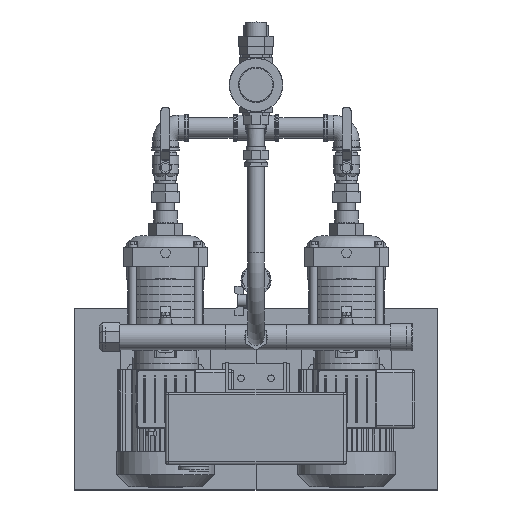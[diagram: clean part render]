
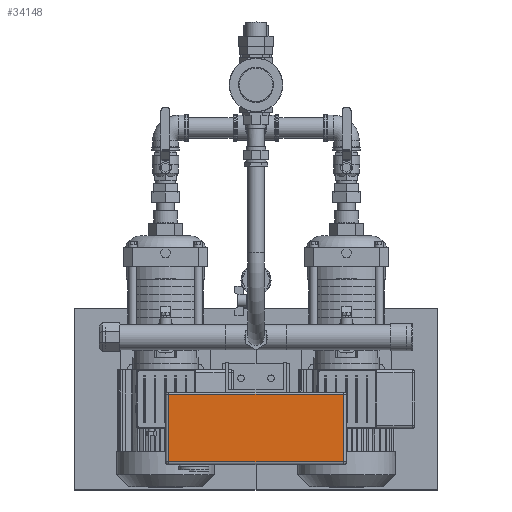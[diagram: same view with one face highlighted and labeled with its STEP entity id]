
A CAD part, top view. The second image highlights one B-rep face of the part: STEP entity #34148.
In plain terms, the highlighted planar face has unit normal (0, 0, 1).
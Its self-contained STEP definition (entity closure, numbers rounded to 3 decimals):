
#2402=LINE('',#56612,#5696);
#2407=LINE('',#56631,#5701);
#2408=LINE('',#56635,#5702);
#2409=LINE('',#56636,#5703);
#5696=VECTOR('',#44409,10.);
#5701=VECTOR('',#44434,10.);
#5702=VECTOR('',#44439,10.);
#5703=VECTOR('',#44440,10.);
#7725=PLANE('',#37156);
#9999=FACE_OUTER_BOUND('',#12271,.T.);
#12271=EDGE_LOOP('',(#28647,#28648,#28649,#28650));
#16767=VERTEX_POINT('',#56607);
#16768=VERTEX_POINT('',#56610);
#16772=VERTEX_POINT('',#56630);
#16773=VERTEX_POINT('',#56634);
#20967=EDGE_CURVE('',#16768,#16767,#2402,.T.);
#20976=EDGE_CURVE('',#16772,#16767,#2407,.T.);
#20978=EDGE_CURVE('',#16773,#16768,#2408,.T.);
#20979=EDGE_CURVE('',#16772,#16773,#2409,.T.);
#28647=ORIENTED_EDGE('',*,*,#20967,.F.);
#28648=ORIENTED_EDGE('',*,*,#20978,.F.);
#28649=ORIENTED_EDGE('',*,*,#20979,.F.);
#28650=ORIENTED_EDGE('',*,*,#20976,.T.);
#34148=ADVANCED_FACE('',(#9999),#7725,.T.);
#37156=AXIS2_PLACEMENT_3D('',#56633,#44437,#44438);
#44409=DIRECTION('',(-1.,0.,0.));
#44434=DIRECTION('',(0.,-1.,0.));
#44437=DIRECTION('center_axis',(0.,0.,1.));
#44438=DIRECTION('ref_axis',(0.,-1.,0.));
#44439=DIRECTION('',(0.,-1.,0.));
#44440=DIRECTION('',(1.,0.,0.));
#56607=CARTESIAN_POINT('',(155.,-207.5,1150.));
#56610=CARTESIAN_POINT('',(445.,-207.5,1150.));
#56612=CARTESIAN_POINT('',(227.5,-207.5,1150.));
#56630=CARTESIAN_POINT('',(155.,-95.5,1150.));
#56631=CARTESIAN_POINT('',(155.,-92.5,1150.));
#56633=CARTESIAN_POINT('Origin',(155.,-92.5,1150.));
#56634=CARTESIAN_POINT('',(445.,-95.5,1150.));
#56635=CARTESIAN_POINT('',(445.,-92.5,1150.));
#56636=CARTESIAN_POINT('',(227.5,-95.5,1150.));
